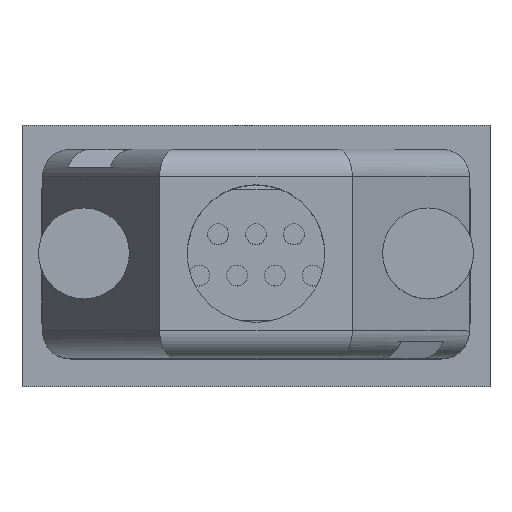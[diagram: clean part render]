
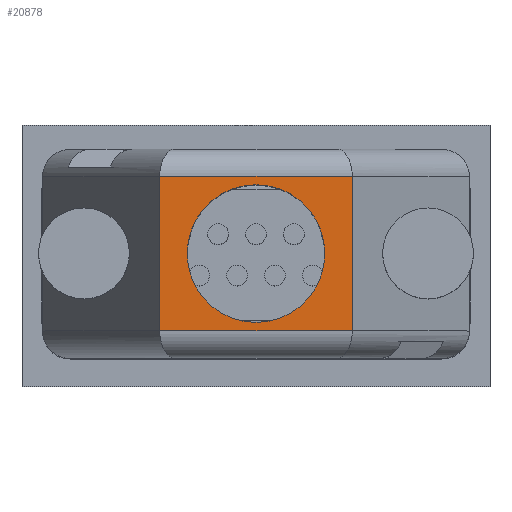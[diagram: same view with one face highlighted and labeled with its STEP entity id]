
A CAD part, top view. The second image highlights one B-rep face of the part: STEP entity #20878.
In plain terms, the highlighted face is planar.
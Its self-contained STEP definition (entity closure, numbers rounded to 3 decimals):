
#25 = CARTESIAN_POINT ( 'NONE',  ( 7., 5.6, -19.8 ) ) ;
#682 = ORIENTED_EDGE ( 'NONE', *, *, #16819, .T. ) ;
#1357 = EDGE_LOOP ( 'NONE', ( #20898, #14085 ) ) ;
#1448 = VECTOR ( 'NONE', #6600, 1000. ) ;
#2044 = VECTOR ( 'NONE', #17605, 1000. ) ;
#3165 = CARTESIAN_POINT ( 'NONE',  ( 5., 0., -19.8 ) ) ;
#3315 = VERTEX_POINT ( 'NONE', #12123 ) ;
#3486 = CIRCLE ( 'NONE', #5127, 5. ) ;
#3822 = CARTESIAN_POINT ( 'NONE',  ( -7., 7.6, -19.8 ) ) ;
#4275 = AXIS2_PLACEMENT_3D ( 'NONE', #12231, #5654, #7515 ) ;
#4522 = VERTEX_POINT ( 'NONE', #17336 ) ;
#4675 = EDGE_CURVE ( 'NONE', #3315, #7496, #3486, .T. ) ;
#5127 = AXIS2_PLACEMENT_3D ( 'NONE', #12924, #6468, #17748 ) ;
#5471 = DIRECTION ( 'NONE',  ( 0., 0., 1. ) ) ;
#5654 = DIRECTION ( 'NONE',  ( 0., 0., -1. ) ) ;
#6453 = CARTESIAN_POINT ( 'NONE',  ( 7., 7.6, -19.8 ) ) ;
#6468 = DIRECTION ( 'NONE',  ( 0., 0., -1. ) ) ;
#6528 = VERTEX_POINT ( 'NONE', #8315 ) ;
#6600 = DIRECTION ( 'NONE',  ( 0., -1., 0. ) ) ;
#6758 = VECTOR ( 'NONE', #17083, 1000. ) ;
#7496 = VERTEX_POINT ( 'NONE', #3165 ) ;
#7515 = DIRECTION ( 'NONE',  ( -1., 0., 0. ) ) ;
#7658 = DIRECTION ( 'NONE',  ( 0., -1., 0. ) ) ;
#7718 = FACE_OUTER_BOUND ( 'NONE', #18557, .T. ) ;
#8120 = ORIENTED_EDGE ( 'NONE', *, *, #17894, .T. ) ;
#8315 = CARTESIAN_POINT ( 'NONE',  ( -7., 5.6, -19.8 ) ) ;
#9076 = CARTESIAN_POINT ( 'NONE',  ( -7., 7.6, -19.8 ) ) ;
#9605 = EDGE_CURVE ( 'NONE', #6528, #13338, #21057, .T. ) ;
#9823 = VERTEX_POINT ( 'NONE', #25 ) ;
#10484 = DIRECTION ( 'NONE',  ( 1., 0., 0. ) ) ;
#10655 = EDGE_CURVE ( 'NONE', #7496, #3315, #18451, .T. ) ;
#12068 = VECTOR ( 'NONE', #7658, 1000. ) ;
#12123 = CARTESIAN_POINT ( 'NONE',  ( -5., 0., -19.8 ) ) ;
#12231 = CARTESIAN_POINT ( 'NONE',  ( 0., 0., -19.8 ) ) ;
#12924 = CARTESIAN_POINT ( 'NONE',  ( 0., 0., -19.8 ) ) ;
#13120 = AXIS2_PLACEMENT_3D ( 'NONE', #3822, #5471, #10484 ) ;
#13338 = VERTEX_POINT ( 'NONE', #18452 ) ;
#14085 = ORIENTED_EDGE ( 'NONE', *, *, #10655, .F. ) ;
#14360 = CARTESIAN_POINT ( 'NONE',  ( -7., -5.6, -19.8 ) ) ;
#14378 = FACE_BOUND ( 'NONE', #1357, .T. ) ;
#15486 = LINE ( 'NONE', #17146, #6758 ) ;
#16819 = EDGE_CURVE ( 'NONE', #9823, #4522, #18106, .T. ) ;
#17083 = DIRECTION ( 'NONE',  ( 1., 0., 0. ) ) ;
#17146 = CARTESIAN_POINT ( 'NONE',  ( -7., 5.6, -19.8 ) ) ;
#17336 = CARTESIAN_POINT ( 'NONE',  ( 7., -5.6, -19.8 ) ) ;
#17605 = DIRECTION ( 'NONE',  ( -1., 0., 0. ) ) ;
#17748 = DIRECTION ( 'NONE',  ( -1., 0., 0. ) ) ;
#17894 = EDGE_CURVE ( 'NONE', #6528, #9823, #15486, .T. ) ;
#18106 = LINE ( 'NONE', #6453, #1448 ) ;
#18449 = PLANE ( 'NONE',  #13120 ) ;
#18451 = CIRCLE ( 'NONE', #4275, 5. ) ;
#18452 = CARTESIAN_POINT ( 'NONE',  ( -7., -5.6, -19.8 ) ) ;
#18459 = LINE ( 'NONE', #14360, #2044 ) ;
#18557 = EDGE_LOOP ( 'NONE', ( #19829, #8120, #682, #20845 ) ) ;
#19829 = ORIENTED_EDGE ( 'NONE', *, *, #9605, .F. ) ;
#20845 = ORIENTED_EDGE ( 'NONE', *, *, #21027, .T. ) ;
#20878 = ADVANCED_FACE ( 'NONE', ( #14378, #7718 ), #18449, .F. ) ;
#20898 = ORIENTED_EDGE ( 'NONE', *, *, #4675, .F. ) ;
#21027 = EDGE_CURVE ( 'NONE', #4522, #13338, #18459, .T. ) ;
#21057 = LINE ( 'NONE', #9076, #12068 ) ;
